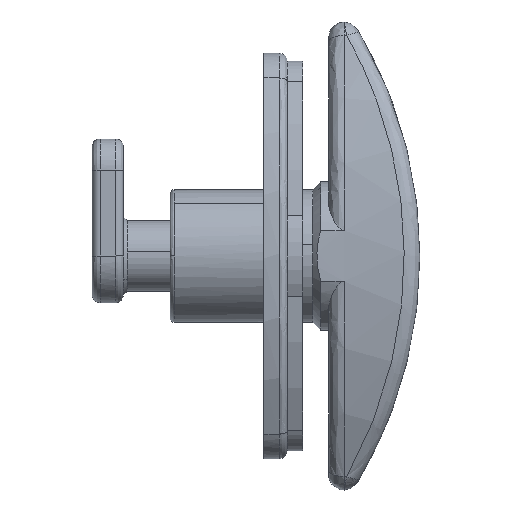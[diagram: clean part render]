
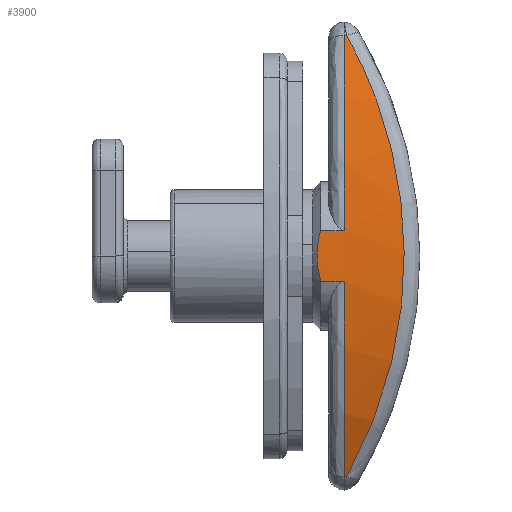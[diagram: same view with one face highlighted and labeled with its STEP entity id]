
A CAD part, left-side view. The second image highlights one B-rep face of the part: STEP entity #3900.
In plain terms, the highlighted free-form (B-spline) face has degree [1, 2] with [2, 3] control points.
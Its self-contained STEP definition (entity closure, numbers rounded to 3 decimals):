
#1875=CARTESIAN_POINT('',(-4.3,8.92,3.269));
#1876=VERTEX_POINT('',#1875);
#1940=CARTESIAN_POINT('',(-4.3,8.92,-3.269));
#1941=VERTEX_POINT('',#1940);
#1957=CARTESIAN_POINT('',(-4.3,8.92,-3.269));
#1958=CARTESIAN_POINT('',(-4.141,8.946,-2.736));
#1959=CARTESIAN_POINT('',(-4.016,8.966,-2.199));
#1960=CARTESIAN_POINT('',(-3.846,8.993,-1.114));
#1961=CARTESIAN_POINT('',(-3.801,9.,-0.566));
#1962=CARTESIAN_POINT('',(-3.8,9.,0.126));
#1963=CARTESIAN_POINT('',(-3.802,9.,0.265));
#1964=CARTESIAN_POINT('',(-3.813,8.998,0.543));
#1965=CARTESIAN_POINT('',(-3.821,8.997,0.682));
#1966=CARTESIAN_POINT('',(-3.854,8.992,1.099));
#1967=CARTESIAN_POINT('',(-3.887,8.986,1.374));
#1968=CARTESIAN_POINT('',(-4.015,8.966,2.195));
#1969=CARTESIAN_POINT('',(-4.141,8.946,2.735));
#1970=CARTESIAN_POINT('',(-4.3,8.92,3.269));
#1971=B_SPLINE_CURVE_WITH_KNOTS('',3,(#1957,#1958,#1959,#1960,#1961,#1962,#1963,#1964,#1965,#1966,#1967,#1968,#1969,#1970),.UNSPECIFIED.,.F.,.U.,(4,2,2,2,2,2,4),(0.0,0.25,0.5,0.563,0.625,0.75,1.0),.UNSPECIFIED.);
#1972=EDGE_CURVE('',#1941,#1876,#1971,.T.);
#2140=CARTESIAN_POINT('',(-7.3,2.718,-28.271));
#2141=VERTEX_POINT('',#2140);
#2280=CARTESIAN_POINT('',(-7.3,8.92,-3.269));
#2281=VERTEX_POINT('',#2280);
#2333=CARTESIAN_POINT('',(-7.3,8.92,-3.269));
#2334=CARTESIAN_POINT('',(-7.3,8.277,-16.38));
#2335=CARTESIAN_POINT('',(-7.3,2.718,-28.271));
#2343=(BOUNDED_CURVE()B_SPLINE_CURVE(2,(#2333,#2334,#2335),.UNSPECIFIED.,.F.,.U.)CURVE()GEOMETRIC_REPRESENTATION_ITEM()QUASI_UNIFORM_CURVE()RATIONAL_B_SPLINE_CURVE((1.0,0.981,1.0))REPRESENTATION_ITEM(''));
#2344=EDGE_CURVE('',#2281,#2141,#2343,.T.);
#2418=CARTESIAN_POINT('',(-7.3,2.718,28.271));
#2419=VERTEX_POINT('',#2418);
#2483=CARTESIAN_POINT('',(-7.3,8.92,3.269));
#2484=VERTEX_POINT('',#2483);
#2524=CARTESIAN_POINT('',(-7.3,2.718,28.271));
#2525=CARTESIAN_POINT('',(-7.3,8.277,16.38));
#2526=CARTESIAN_POINT('',(-7.3,8.92,3.269));
#2534=(BOUNDED_CURVE()B_SPLINE_CURVE(2,(#2524,#2525,#2526),.UNSPECIFIED.,.F.,.U.)CURVE()GEOMETRIC_REPRESENTATION_ITEM()QUASI_UNIFORM_CURVE()RATIONAL_B_SPLINE_CURVE((1.0,0.981,1.0))REPRESENTATION_ITEM(''));
#2535=EDGE_CURVE('',#2419,#2484,#2534,.T.);
#2822=CARTESIAN_POINT('',(-7.638,2.718,-28.271));
#2823=VERTEX_POINT('',#2822);
#3379=CARTESIAN_POINT('',(-7.638,2.718,28.271));
#3380=VERTEX_POINT('',#3379);
#3394=CARTESIAN_POINT('',(-7.638,2.718,-28.271));
#3395=CARTESIAN_POINT('',(-8.217,3.199,-27.24));
#3396=CARTESIAN_POINT('',(-8.764,3.659,-26.189));
#3397=CARTESIAN_POINT('',(-9.798,4.53,-24.044));
#3398=CARTESIAN_POINT('',(-10.284,4.942,-22.95));
#3399=CARTESIAN_POINT('',(-11.193,5.715,-20.717));
#3400=CARTESIAN_POINT('',(-11.615,6.076,-19.578));
#3401=CARTESIAN_POINT('',(-12.199,6.576,-17.834));
#3402=CARTESIAN_POINT('',(-12.385,6.736,-17.247));
#3403=CARTESIAN_POINT('',(-12.652,6.966,-16.357));
#3404=CARTESIAN_POINT('',(-12.738,7.04,-16.059));
#3405=CARTESIAN_POINT('',(-12.907,7.185,-15.461));
#3406=CARTESIAN_POINT('',(-12.989,7.256,-15.162));
#3407=CARTESIAN_POINT('',(-13.386,7.598,-13.662));
#3408=CARTESIAN_POINT('',(-13.665,7.84,-12.452));
#3409=CARTESIAN_POINT('',(-14.146,8.257,-10.009));
#3410=CARTESIAN_POINT('',(-14.348,8.432,-8.777));
#3411=CARTESIAN_POINT('',(-14.672,8.715,-6.291));
#3412=CARTESIAN_POINT('',(-14.795,8.822,-5.037));
#3413=CARTESIAN_POINT('',(-14.919,8.929,-3.138));
#3414=CARTESIAN_POINT('',(-14.95,8.956,-2.503));
#3415=CARTESIAN_POINT('',(-14.991,8.992,-1.226));
#3416=CARTESIAN_POINT('',(-15.,9.,-0.589));
#3417=CARTESIAN_POINT('',(-14.999,8.999,1.315));
#3418=CARTESIAN_POINT('',(-14.957,8.962,2.576));
#3419=CARTESIAN_POINT('',(-14.791,8.818,5.084));
#3420=CARTESIAN_POINT('',(-14.668,8.711,6.33));
#3421=CARTESIAN_POINT('',(-14.343,8.428,8.808));
#3422=CARTESIAN_POINT('',(-14.141,8.252,10.04));
#3423=CARTESIAN_POINT('',(-13.778,7.938,11.876));
#3424=CARTESIAN_POINT('',(-13.647,7.825,12.486));
#3425=CARTESIAN_POINT('',(-13.436,7.642,13.399));
#3426=CARTESIAN_POINT('',(-13.363,7.579,13.703));
#3427=CARTESIAN_POINT('',(-13.212,7.449,14.309));
#3428=CARTESIAN_POINT('',(-13.135,7.382,14.611));
#3429=CARTESIAN_POINT('',(-12.736,7.038,16.114));
#3430=CARTESIAN_POINT('',(-12.381,6.733,17.292));
#3431=CARTESIAN_POINT('',(-11.606,6.068,19.603));
#3432=CARTESIAN_POINT('',(-11.185,5.708,20.736));
#3433=CARTESIAN_POINT('',(-10.28,4.938,22.96));
#3434=CARTESIAN_POINT('',(-9.795,4.527,24.051));
#3435=CARTESIAN_POINT('',(-8.763,3.658,26.191));
#3436=CARTESIAN_POINT('',(-8.216,3.199,27.241));
#3437=CARTESIAN_POINT('',(-7.638,2.718,28.271));
#3438=B_SPLINE_CURVE_WITH_KNOTS('',3,(#3394,#3395,#3396,#3397,#3398,#3399,#3400,#3401,#3402,#3403,#3404,#3405,#3406,#3407,#3408,#3409,#3410,#3411,#3412,#3413,#3414,#3415,#3416,#3417,#3418,#3419,#3420,#3421,#3422,#3423,#3424,#3425,#3426,#3427,#3428,#3429,#3430,#3431,#3432,#3433,#3434,#3435,#3436,#3437),.UNSPECIFIED.,.F.,.U.,(4,2,2,2,2,2,2,2,2,2,2,2,2,2,2,2,2,2,2,2,2,4),(0.0,0.063,0.125,0.188,0.219,0.234,0.25,0.313,0.375,0.438,0.469,0.5,0.563,0.625,0.688,0.719,0.734,0.75,0.813,0.875,0.938,1.0),.UNSPECIFIED.);
#3439=EDGE_CURVE('',#2823,#3380,#3438,.T.);
#3860=CARTESIAN_POINT('',(-15.28,1.886,29.985));
#3861=CARTESIAN_POINT('',(-3.513,1.886,29.985));
#3862=CARTESIAN_POINT('',(-15.28,17.221,-0.514));
#3863=CARTESIAN_POINT('',(-3.513,17.221,-0.514));
#3864=CARTESIAN_POINT('',(-15.28,1.47,-30.799));
#3865=CARTESIAN_POINT('',(-3.513,1.47,-30.799));
#3873=(BOUNDED_SURFACE()B_SPLINE_SURFACE(1,2,((#3860,#3862,#3864),(#3861,#3863,#3865)),.UNSPECIFIED.,.F.,.F.,.U.)B_SPLINE_SURFACE_WITH_KNOTS((2,2),(3,3),(0.0,11.767),(0.0,64.313),.UNSPECIFIED.)GEOMETRIC_REPRESENTATION_ITEM()RATIONAL_B_SPLINE_SURFACE(((1.0,0.889,0.997),(1.0,0.889,0.997)))REPRESENTATION_ITEM('')SURFACE());
#3874=ORIENTED_EDGE('',*,*,#3439,.T.);
#3875=CARTESIAN_POINT('',(-7.638,2.718,28.271));
#3876=CARTESIAN_POINT('',(-7.3,2.718,28.271));
#3877=QUASI_UNIFORM_CURVE('',1,(#3875,#3876),.UNSPECIFIED.,.F.,.U.);
#3878=EDGE_CURVE('',#3380,#2419,#3877,.T.);
#3879=ORIENTED_EDGE('',*,*,#3878,.T.);
#3880=ORIENTED_EDGE('',*,*,#2535,.T.);
#3881=CARTESIAN_POINT('',(-7.3,8.92,3.269));
#3882=CARTESIAN_POINT('',(-4.3,8.92,3.269));
#3883=QUASI_UNIFORM_CURVE('',1,(#3881,#3882),.UNSPECIFIED.,.F.,.U.);
#3884=EDGE_CURVE('',#2484,#1876,#3883,.T.);
#3885=ORIENTED_EDGE('',*,*,#3884,.T.);
#3886=ORIENTED_EDGE('',*,*,#1972,.F.);
#3887=CARTESIAN_POINT('',(-4.3,8.92,-3.269));
#3888=CARTESIAN_POINT('',(-7.3,8.92,-3.269));
#3889=QUASI_UNIFORM_CURVE('',1,(#3887,#3888),.UNSPECIFIED.,.F.,.U.);
#3890=EDGE_CURVE('',#1941,#2281,#3889,.T.);
#3891=ORIENTED_EDGE('',*,*,#3890,.T.);
#3892=ORIENTED_EDGE('',*,*,#2344,.T.);
#3893=CARTESIAN_POINT('',(-7.638,2.718,-28.271));
#3894=CARTESIAN_POINT('',(-7.3,2.718,-28.271));
#3895=QUASI_UNIFORM_CURVE('',1,(#3893,#3894),.UNSPECIFIED.,.F.,.U.);
#3896=EDGE_CURVE('',#2823,#2141,#3895,.T.);
#3897=ORIENTED_EDGE('',*,*,#3896,.F.);
#3898=EDGE_LOOP('',(#3874,#3879,#3880,#3885,#3886,#3891,#3892,#3897));
#3899=FACE_OUTER_BOUND('',#3898,.T.);
#3900=ADVANCED_FACE('',(#3899),#3873,.T.);
